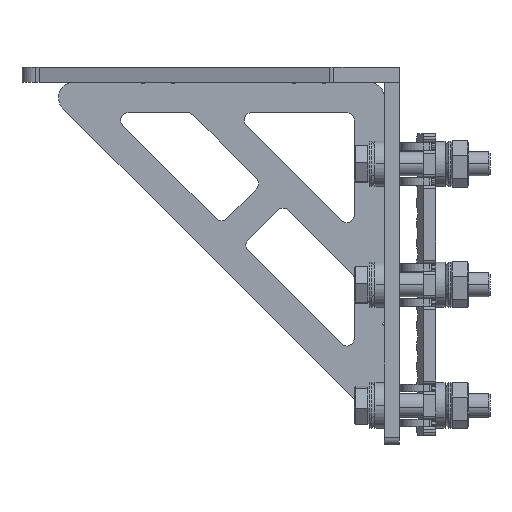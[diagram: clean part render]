
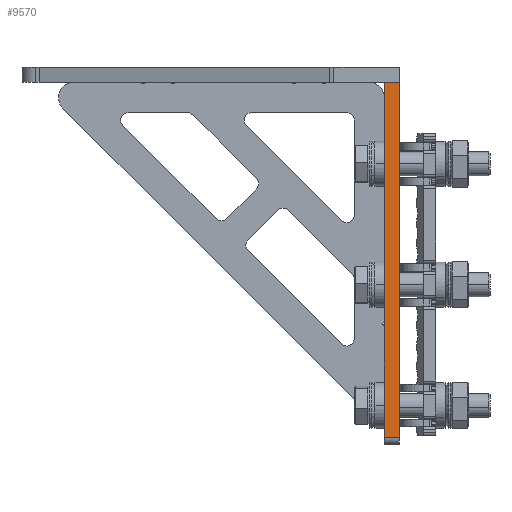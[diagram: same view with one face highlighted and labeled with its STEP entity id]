
A CAD part, left-side view. The second image highlights one B-rep face of the part: STEP entity #9570.
In plain terms, the highlighted planar face has unit normal (-1, 0, 0).
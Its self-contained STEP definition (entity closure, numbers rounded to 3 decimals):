
#1656 = CARTESIAN_POINT ( 'NONE',  ( -97.2, 4.628, 240. ) ) ;
#1809 = CARTESIAN_POINT ( 'NONE',  ( -97.2, 4.628, 240. ) ) ;
#1875 = DIRECTION ( 'NONE',  ( 0., 0., -1. ) ) ;
#2721 = VECTOR ( 'NONE', #3692, 1000. ) ;
#3692 = DIRECTION ( 'NONE',  ( 0., 0., 1. ) ) ;
#4600 = VECTOR ( 'NONE', #34838, 1000. ) ;
#5147 = DIRECTION ( 'NONE',  ( 0., 0., 1. ) ) ;
#5346 = VERTEX_POINT ( 'NONE', #7631 ) ;
#5530 = CARTESIAN_POINT ( 'NONE',  ( -97.2, 4.628, 240. ) ) ;
#6854 = VECTOR ( 'NONE', #5147, 1000. ) ;
#7058 = CARTESIAN_POINT ( 'NONE',  ( -97.2, -5.372, 240. ) ) ;
#7631 = CARTESIAN_POINT ( 'NONE',  ( -97.2, -5.372, 240. ) ) ;
#9172 = EDGE_LOOP ( 'NONE', ( #15291, #30109, #35511, #15797 ) ) ;
#9562 = CARTESIAN_POINT ( 'NONE',  ( -97.2, -5.372, 5. ) ) ;
#9570 = ADVANCED_FACE ( 'NONE', ( #36081 ), #20624, .F. ) ;
#13487 = DIRECTION ( 'NONE',  ( 1., 0., 0. ) ) ;
#15291 = ORIENTED_EDGE ( 'NONE', *, *, #25433, .F. ) ;
#15797 = ORIENTED_EDGE ( 'NONE', *, *, #33885, .F. ) ;
#19054 = CARTESIAN_POINT ( 'NONE',  ( -97.2, 4.628, 5. ) ) ;
#19937 = CARTESIAN_POINT ( 'NONE',  ( -97.2, 4.628, 240. ) ) ;
#20132 = EDGE_CURVE ( 'NONE', #45768, #5346, #39078, .T. ) ;
#20624 = PLANE ( 'NONE',  #36027 ) ;
#22542 = DIRECTION ( 'NONE',  ( 0., -1., 0. ) ) ;
#25433 = EDGE_CURVE ( 'NONE', #26674, #41012, #25583, .T. ) ;
#25583 = LINE ( 'NONE', #1656, #6854 ) ;
#26674 = VERTEX_POINT ( 'NONE', #31809 ) ;
#30109 = ORIENTED_EDGE ( 'NONE', *, *, #41953, .T. ) ;
#31809 = CARTESIAN_POINT ( 'NONE',  ( -97.2, 4.628, 5. ) ) ;
#33885 = EDGE_CURVE ( 'NONE', #41012, #5346, #35905, .T. ) ;
#34147 = VECTOR ( 'NONE', #22542, 1000. ) ;
#34838 = DIRECTION ( 'NONE',  ( 0., -1., 0. ) ) ;
#35511 = ORIENTED_EDGE ( 'NONE', *, *, #20132, .T. ) ;
#35905 = LINE ( 'NONE', #1809, #4600 ) ;
#36027 = AXIS2_PLACEMENT_3D ( 'NONE', #5530, #13487, #1875 ) ;
#36081 = FACE_OUTER_BOUND ( 'NONE', #9172, .T. ) ;
#38105 = LINE ( 'NONE', #19054, #34147 ) ;
#39078 = LINE ( 'NONE', #7058, #2721 ) ;
#41012 = VERTEX_POINT ( 'NONE', #19937 ) ;
#41953 = EDGE_CURVE ( 'NONE', #26674, #45768, #38105, .T. ) ;
#45768 = VERTEX_POINT ( 'NONE', #9562 ) ;
